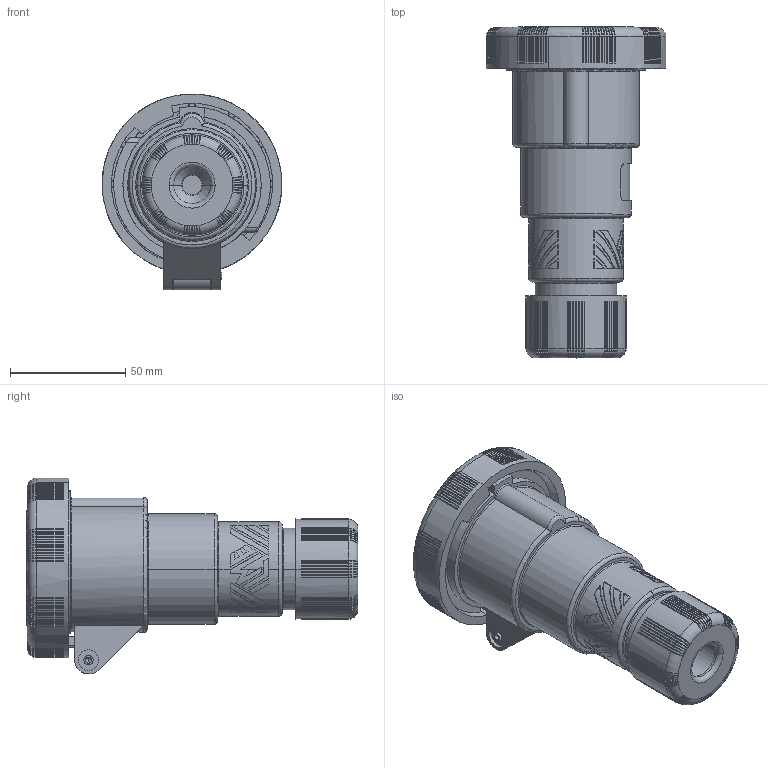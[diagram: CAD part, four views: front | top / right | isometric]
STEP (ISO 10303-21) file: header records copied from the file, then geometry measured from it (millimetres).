
FILE_DESCRIPTION(('Creo Elements/Direct Modeling STEP Export'),'2;1');
FILE_NAME('PESW_1664_PV.stp','2012-09-12T 9:16:03',(''),(''),'Creo Elements/Direct Modeling STEP processor for AP214 (Solid Model)','Creo Elements/Direct Modeling 18.0B 02-Dec-2011 (C) Parametric Technology GmbH','');
FILE_SCHEMA(('AUTOMOTIVE_DESIGN { 1 0 10303 214 1 1 1 1 }'));
Length unit declared in the file: millimetre
Products named in the file (3): CUSTODIAPESW1664PV; COPERCHIETTO_1664; PESW_1664_PV
Assembly tree (2 placements, depth 2):
  PESW_1664_PV
    COPERCHIETTO_1664
    CUSTODIAPESW1664PV
Bounding box: 77.89 x 144.03 x 84.99 mm (x, y, z)
Volume: 226341.9 mm3; surface area: 84477.1 mm2
Topology: 2 solids, 2 shells, 1590 faces, 4317 edges, 2422 vertices
Faces by surface type: plane 732, torus 401, cylinder 317, revolution 112, cone 26, sphere 2
Entity records: 93319 total; most frequent: CARTESIAN_POINT 44441, ORIENTED_EDGE 7978, DIRECTION 7069, EDGE_CURVE 3989, AXIS2_PLACEMENT_3D 2735, VERTEX_POINT 2422, EDGE_LOOP 1649, FACE_OUTER_BOUND 1590
